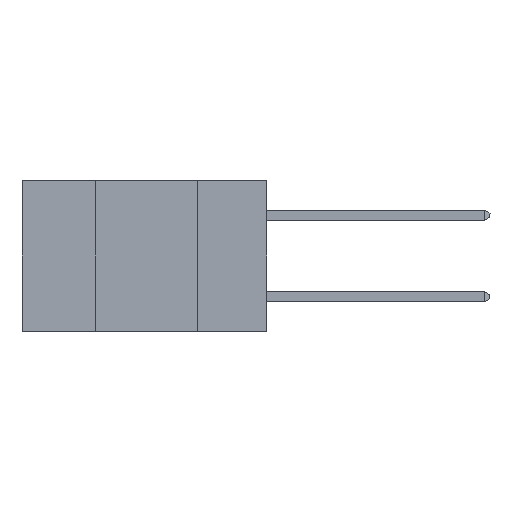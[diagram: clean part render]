
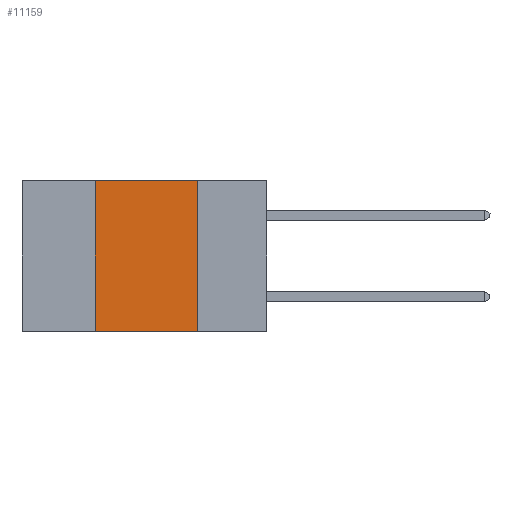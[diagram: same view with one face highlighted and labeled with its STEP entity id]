
A CAD part, left-side view. The second image highlights one B-rep face of the part: STEP entity #11159.
In plain terms, the highlighted planar face has unit normal (-1, 0, 0).
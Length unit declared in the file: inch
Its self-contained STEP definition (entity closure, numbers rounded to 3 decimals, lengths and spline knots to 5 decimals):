
#682 = VECTOR ( 'NONE', #2356, 39.37008 ) ;
#2356 = DIRECTION ( 'NONE',  ( 0., 0., -1. ) ) ;
#2594 = CARTESIAN_POINT ( 'NONE',  ( 0., 0.6, -0.37 ) ) ;
#2606 = CARTESIAN_POINT ( 'NONE',  ( 0., 0.42, -0.37 ) ) ;
#2991 = DIRECTION ( 'NONE',  ( 0., -1., 0. ) ) ;
#3155 = VERTEX_POINT ( 'NONE', #5176 ) ;
#3675 = EDGE_CURVE ( 'NONE', #7528, #7358, #8933, .T. ) ;
#3770 = DIRECTION ( 'NONE',  ( 0., -1., 0. ) ) ;
#3883 = EDGE_CURVE ( 'NONE', #8606, #3155, #8766, .T. ) ;
#4189 = CARTESIAN_POINT ( 'NONE',  ( 0., 0.42, 0. ) ) ;
#4427 = LINE ( 'NONE', #7985, #682 ) ;
#4436 = VECTOR ( 'NONE', #7590, 39.37008 ) ;
#4583 = CARTESIAN_POINT ( 'NONE',  ( 0., 0.17, -0.37 ) ) ;
#5176 = CARTESIAN_POINT ( 'NONE',  ( 0., 0.17, 0. ) ) ;
#5463 = DIRECTION ( 'NONE',  ( 1., 0., 0. ) ) ;
#5594 = EDGE_CURVE ( 'NONE', #3155, #7358, #4427, .T. ) ;
#5725 = ORIENTED_EDGE ( 'NONE', *, *, #13946, .F. ) ;
#5837 = ORIENTED_EDGE ( 'NONE', *, *, #3883, .F. ) ;
#7358 = VERTEX_POINT ( 'NONE', #4583 ) ;
#7445 = LINE ( 'NONE', #4189, #4436 ) ;
#7528 = VERTEX_POINT ( 'NONE', #2606 ) ;
#7590 = DIRECTION ( 'NONE',  ( 0., 0., 1. ) ) ;
#7985 = CARTESIAN_POINT ( 'NONE',  ( 0., 0.17, 0. ) ) ;
#8606 = VERTEX_POINT ( 'NONE', #12223 ) ;
#8766 = LINE ( 'NONE', #10850, #11861 ) ;
#8933 = LINE ( 'NONE', #2594, #11400 ) ;
#9361 = EDGE_LOOP ( 'NONE', ( #10759, #5837, #5725, #12968 ) ) ;
#10759 = ORIENTED_EDGE ( 'NONE', *, *, #5594, .F. ) ;
#10792 = PLANE ( 'NONE',  #11346 ) ;
#10850 = CARTESIAN_POINT ( 'NONE',  ( 0., 0.6, 0. ) ) ;
#11159 = ADVANCED_FACE ( 'NONE', ( #12545 ), #10792, .F. ) ;
#11346 = AXIS2_PLACEMENT_3D ( 'NONE', #11832, #5463, #12881 ) ;
#11400 = VECTOR ( 'NONE', #3770, 39.37008 ) ;
#11832 = CARTESIAN_POINT ( 'NONE',  ( 0., 0.6, 0. ) ) ;
#11861 = VECTOR ( 'NONE', #2991, 39.37008 ) ;
#12223 = CARTESIAN_POINT ( 'NONE',  ( 0., 0.42, 0. ) ) ;
#12545 = FACE_OUTER_BOUND ( 'NONE', #9361, .T. ) ;
#12881 = DIRECTION ( 'NONE',  ( 0., 0., -1. ) ) ;
#12968 = ORIENTED_EDGE ( 'NONE', *, *, #3675, .T. ) ;
#13946 = EDGE_CURVE ( 'NONE', #7528, #8606, #7445, .T. ) ;
